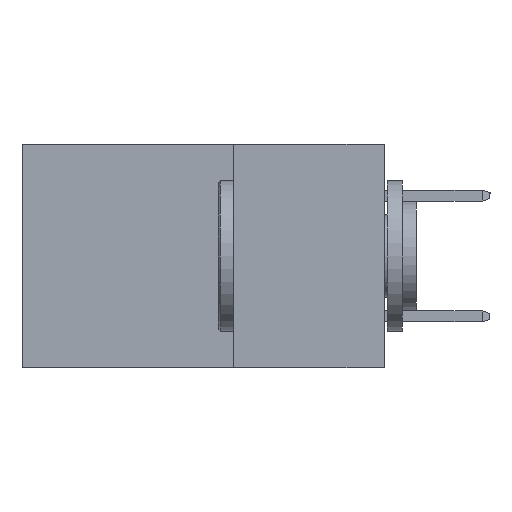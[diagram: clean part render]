
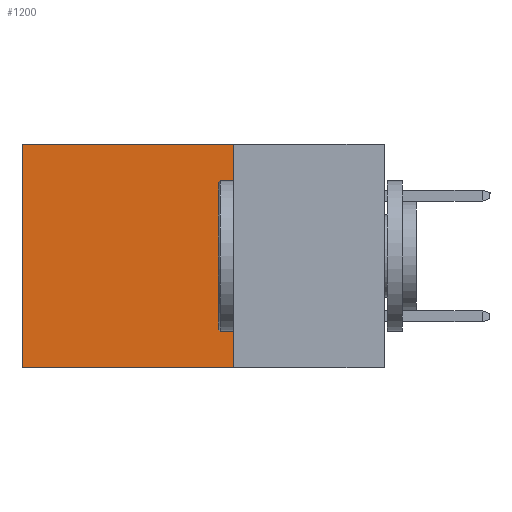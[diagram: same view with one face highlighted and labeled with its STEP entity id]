
A CAD part, left-side view. The second image highlights one B-rep face of the part: STEP entity #1200.
In plain terms, the highlighted planar face has unit normal (-1, 0, 0).
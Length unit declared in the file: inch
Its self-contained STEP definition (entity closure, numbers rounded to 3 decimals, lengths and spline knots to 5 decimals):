
#248 = ORIENTED_EDGE ( 'NONE', *, *, #15288, .T. ) ;
#573 = EDGE_CURVE ( 'NONE', #2438, #14279, #8131, .T. ) ;
#1200 = ADVANCED_FACE ( 'NONE', ( #10381 ), #13853, .F. ) ;
#1266 = EDGE_CURVE ( 'NONE', #14279, #8448, #19948, .T. ) ;
#1734 = ORIENTED_EDGE ( 'NONE', *, *, #1266, .F. ) ;
#2438 = VERTEX_POINT ( 'NONE', #5310 ) ;
#2645 = VECTOR ( 'NONE', #6917, 39.37008 ) ;
#4292 = DIRECTION ( 'NONE',  ( 0., 0., -1. ) ) ;
#5122 = CARTESIAN_POINT ( 'NONE',  ( 0.2615, 0.6, -0.37 ) ) ;
#5198 = AXIS2_PLACEMENT_3D ( 'NONE', #8224, #19708, #17684 ) ;
#5310 = CARTESIAN_POINT ( 'NONE',  ( 0.2615, 0.25, 0. ) ) ;
#6917 = DIRECTION ( 'NONE',  ( 0., 0., -1. ) ) ;
#8131 = LINE ( 'NONE', #15088, #9807 ) ;
#8224 = CARTESIAN_POINT ( 'NONE',  ( 0.2615, 0.25, -0.37 ) ) ;
#8448 = VERTEX_POINT ( 'NONE', #13150 ) ;
#8766 = DIRECTION ( 'NONE',  ( 0., 1., 0. ) ) ;
#8920 = ORIENTED_EDGE ( 'NONE', *, *, #573, .F. ) ;
#9679 = EDGE_CURVE ( 'NONE', #14101, #8448, #19621, .T. ) ;
#9807 = VECTOR ( 'NONE', #4292, 39.37008 ) ;
#10381 = FACE_OUTER_BOUND ( 'NONE', #20808, .T. ) ;
#12251 = CARTESIAN_POINT ( 'NONE',  ( 0.2615, 0.25, 0. ) ) ;
#12842 = CARTESIAN_POINT ( 'NONE',  ( 0.2615, 0.25, -0.37 ) ) ;
#13150 = CARTESIAN_POINT ( 'NONE',  ( 0.2615, 0.6, -0.37 ) ) ;
#13853 = PLANE ( 'NONE',  #5198 ) ;
#14101 = VERTEX_POINT ( 'NONE', #17748 ) ;
#14279 = VERTEX_POINT ( 'NONE', #12842 ) ;
#14800 = VECTOR ( 'NONE', #18278, 39.37008 ) ;
#15088 = CARTESIAN_POINT ( 'NONE',  ( 0.2615, 0.25, -0.37 ) ) ;
#15288 = EDGE_CURVE ( 'NONE', #2438, #14101, #16080, .T. ) ;
#16080 = LINE ( 'NONE', #12251, #23476 ) ;
#16126 = CARTESIAN_POINT ( 'NONE',  ( 0.2615, 0.25, -0.37 ) ) ;
#17684 = DIRECTION ( 'NONE',  ( 0., 0., -1. ) ) ;
#17748 = CARTESIAN_POINT ( 'NONE',  ( 0.2615, 0.6, 0. ) ) ;
#18278 = DIRECTION ( 'NONE',  ( 0., 1., 0. ) ) ;
#19199 = ORIENTED_EDGE ( 'NONE', *, *, #9679, .T. ) ;
#19621 = LINE ( 'NONE', #5122, #2645 ) ;
#19708 = DIRECTION ( 'NONE',  ( 1., 0., 0. ) ) ;
#19948 = LINE ( 'NONE', #16126, #14800 ) ;
#20808 = EDGE_LOOP ( 'NONE', ( #19199, #1734, #8920, #248 ) ) ;
#23476 = VECTOR ( 'NONE', #8766, 39.37008 ) ;
